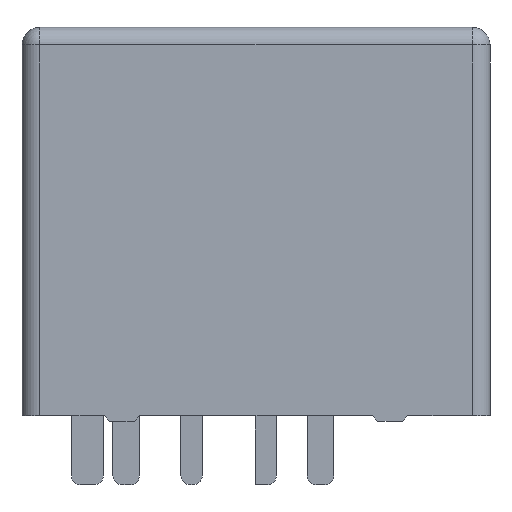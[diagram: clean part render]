
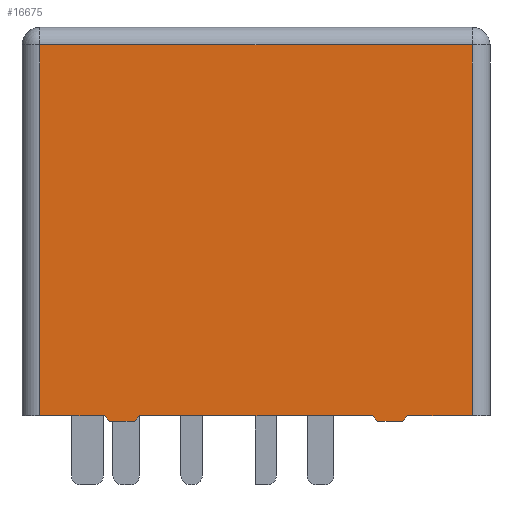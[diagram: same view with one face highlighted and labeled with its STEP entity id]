
A CAD part, front view. The second image highlights one B-rep face of the part: STEP entity #16675.
In plain terms, the highlighted planar face has unit normal (0, -1, 0).
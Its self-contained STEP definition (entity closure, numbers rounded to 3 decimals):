
#321 = DIRECTION ( 'NONE',  ( 1., 0., 0. ) ) ;
#512 = ORIENTED_EDGE ( 'NONE', *, *, #3710, .T. ) ;
#562 = VERTEX_POINT ( 'NONE', #2283 ) ;
#653 = VERTEX_POINT ( 'NONE', #16801 ) ;
#868 = CARTESIAN_POINT ( 'NONE',  ( 6.895, -11., -0.3 ) ) ;
#1279 = VECTOR ( 'NONE', #321, 1000. ) ;
#1287 = ORIENTED_EDGE ( 'NONE', *, *, #14662, .T. ) ;
#1539 = LINE ( 'NONE', #8136, #10379 ) ;
#1694 = VERTEX_POINT ( 'NONE', #12163 ) ;
#1926 = VECTOR ( 'NONE', #16637, 1000. ) ;
#2283 = CARTESIAN_POINT ( 'NONE',  ( -12.25, -11., 0. ) ) ;
#2377 = DIRECTION ( 'NONE',  ( 0., 1., 0. ) ) ;
#2508 = VERTEX_POINT ( 'NONE', #11844 ) ;
#3155 = LINE ( 'NONE', #14093, #14514 ) ;
#3382 = CARTESIAN_POINT ( 'NONE',  ( -12.25, -11., 22. ) ) ;
#3710 = EDGE_CURVE ( 'NONE', #4195, #11177, #11894, .T. ) ;
#3783 = ORIENTED_EDGE ( 'NONE', *, *, #12356, .T. ) ;
#3897 = CARTESIAN_POINT ( 'NONE',  ( 6.595, -11., 0. ) ) ;
#4162 = VERTEX_POINT ( 'NONE', #13766 ) ;
#4195 = VERTEX_POINT ( 'NONE', #14529 ) ;
#4369 = VECTOR ( 'NONE', #5058, 1000. ) ;
#4516 = CARTESIAN_POINT ( 'NONE',  ( -13.25, -11., 21. ) ) ;
#4631 = CARTESIAN_POINT ( 'NONE',  ( 8.595, -11., 0. ) ) ;
#4732 = CARTESIAN_POINT ( 'NONE',  ( 8.595, -11., 0. ) ) ;
#4905 = CARTESIAN_POINT ( 'NONE',  ( -8.595, -11., -0.3 ) ) ;
#4918 = EDGE_CURVE ( 'NONE', #653, #4195, #7624, .T. ) ;
#4936 = CARTESIAN_POINT ( 'NONE',  ( 12.25, -11., 21. ) ) ;
#5014 = VECTOR ( 'NONE', #5941, 1000. ) ;
#5058 = DIRECTION ( 'NONE',  ( 0.707, 0., -0.707 ) ) ;
#5272 = VECTOR ( 'NONE', #12295, 1000. ) ;
#5326 = LINE ( 'NONE', #4905, #14932 ) ;
#5743 = AXIS2_PLACEMENT_3D ( 'NONE', #11941, #2377, #13069 ) ;
#5894 = EDGE_CURVE ( 'NONE', #653, #11287, #5326, .T. ) ;
#5941 = DIRECTION ( 'NONE',  ( 1., 0., 0. ) ) ;
#5969 = EDGE_CURVE ( 'NONE', #10249, #2508, #14823, .T. ) ;
#6231 = EDGE_CURVE ( 'NONE', #2508, #17491, #1539, .T. ) ;
#6279 = DIRECTION ( 'NONE',  ( -1., 0., 0. ) ) ;
#6354 = EDGE_CURVE ( 'NONE', #1694, #11287, #3155, .T. ) ;
#6437 = ORIENTED_EDGE ( 'NONE', *, *, #5969, .T. ) ;
#6652 = EDGE_CURVE ( 'NONE', #4162, #562, #13972, .T. ) ;
#6695 = EDGE_LOOP ( 'NONE', ( #6437, #8924, #15222, #13919, #1287, #7970, #9404, #8541, #512, #8468, #9801, #3783 ) ) ;
#6986 = CARTESIAN_POINT ( 'NONE',  ( 8.595, -11., -0.3 ) ) ;
#7141 = DIRECTION ( 'NONE',  ( 0.707, 0., -0.707 ) ) ;
#7566 = DIRECTION ( 'NONE',  ( 0.707, 0., 0.707 ) ) ;
#7606 = VECTOR ( 'NONE', #17179, 1000. ) ;
#7624 = LINE ( 'NONE', #10630, #12755 ) ;
#7871 = EDGE_CURVE ( 'NONE', #17491, #4162, #11419, .T. ) ;
#7970 = ORIENTED_EDGE ( 'NONE', *, *, #6354, .T. ) ;
#8136 = CARTESIAN_POINT ( 'NONE',  ( 12.25, -11., 22. ) ) ;
#8329 = LINE ( 'NONE', #6986, #1279 ) ;
#8468 = ORIENTED_EDGE ( 'NONE', *, *, #11856, .T. ) ;
#8519 = VECTOR ( 'NONE', #6279, 1000. ) ;
#8541 = ORIENTED_EDGE ( 'NONE', *, *, #4918, .T. ) ;
#8718 = DIRECTION ( 'NONE',  ( -1., 0., 0. ) ) ;
#8924 = ORIENTED_EDGE ( 'NONE', *, *, #6231, .T. ) ;
#9223 = LINE ( 'NONE', #3897, #4369 ) ;
#9366 = VERTEX_POINT ( 'NONE', #868 ) ;
#9404 = ORIENTED_EDGE ( 'NONE', *, *, #5894, .F. ) ;
#9801 = ORIENTED_EDGE ( 'NONE', *, *, #13590, .T. ) ;
#10249 = VERTEX_POINT ( 'NONE', #4732 ) ;
#10379 = VECTOR ( 'NONE', #15060, 1000. ) ;
#10630 = CARTESIAN_POINT ( 'NONE',  ( -6.895, -11., -0.3 ) ) ;
#11113 = VERTEX_POINT ( 'NONE', #12242 ) ;
#11159 = VECTOR ( 'NONE', #7566, 1000. ) ;
#11177 = VERTEX_POINT ( 'NONE', #12593 ) ;
#11287 = VERTEX_POINT ( 'NONE', #12225 ) ;
#11359 = LINE ( 'NONE', #4631, #11159 ) ;
#11419 = LINE ( 'NONE', #4516, #8519 ) ;
#11844 = CARTESIAN_POINT ( 'NONE',  ( 12.25, -11., 0. ) ) ;
#11856 = EDGE_CURVE ( 'NONE', #11177, #9366, #9223, .T. ) ;
#11894 = LINE ( 'NONE', #17267, #7606 ) ;
#11941 = CARTESIAN_POINT ( 'NONE',  ( -13.25, -11., 22. ) ) ;
#12163 = CARTESIAN_POINT ( 'NONE',  ( -8.595, -11., 0. ) ) ;
#12225 = CARTESIAN_POINT ( 'NONE',  ( -8.295, -11., -0.3 ) ) ;
#12242 = CARTESIAN_POINT ( 'NONE',  ( 8.295, -11., -0.3 ) ) ;
#12295 = DIRECTION ( 'NONE',  ( 1., 0., 0. ) ) ;
#12356 = EDGE_CURVE ( 'NONE', #11113, #10249, #11359, .T. ) ;
#12385 = CARTESIAN_POINT ( 'NONE',  ( -13.25, -11., 0. ) ) ;
#12593 = CARTESIAN_POINT ( 'NONE',  ( 6.595, -11., 0. ) ) ;
#12755 = VECTOR ( 'NONE', #15816, 1000. ) ;
#13069 = DIRECTION ( 'NONE',  ( 0., 0., 1. ) ) ;
#13242 = PLANE ( 'NONE',  #5743 ) ;
#13575 = FACE_OUTER_BOUND ( 'NONE', #6695, .T. ) ;
#13590 = EDGE_CURVE ( 'NONE', #9366, #11113, #8329, .T. ) ;
#13766 = CARTESIAN_POINT ( 'NONE',  ( -12.25, -11., 21. ) ) ;
#13877 = CARTESIAN_POINT ( 'NONE',  ( -13.25, -11., 0. ) ) ;
#13919 = ORIENTED_EDGE ( 'NONE', *, *, #6652, .T. ) ;
#13972 = LINE ( 'NONE', #3382, #1926 ) ;
#14053 = LINE ( 'NONE', #13877, #5014 ) ;
#14093 = CARTESIAN_POINT ( 'NONE',  ( -8.295, -11., -0.3 ) ) ;
#14514 = VECTOR ( 'NONE', #7141, 1000. ) ;
#14529 = CARTESIAN_POINT ( 'NONE',  ( -6.595, -11., 0. ) ) ;
#14662 = EDGE_CURVE ( 'NONE', #562, #1694, #14053, .T. ) ;
#14823 = LINE ( 'NONE', #12385, #5272 ) ;
#14932 = VECTOR ( 'NONE', #8718, 1000. ) ;
#15060 = DIRECTION ( 'NONE',  ( 0., 0., 1. ) ) ;
#15222 = ORIENTED_EDGE ( 'NONE', *, *, #7871, .T. ) ;
#15816 = DIRECTION ( 'NONE',  ( 0.707, 0., 0.707 ) ) ;
#16637 = DIRECTION ( 'NONE',  ( 0., 0., -1. ) ) ;
#16675 = ADVANCED_FACE ( 'NONE', ( #13575 ), #13242, .F. ) ;
#16801 = CARTESIAN_POINT ( 'NONE',  ( -6.895, -11., -0.3 ) ) ;
#17179 = DIRECTION ( 'NONE',  ( 1., 0., 0. ) ) ;
#17267 = CARTESIAN_POINT ( 'NONE',  ( -13.25, -11., 0. ) ) ;
#17491 = VERTEX_POINT ( 'NONE', #4936 ) ;
